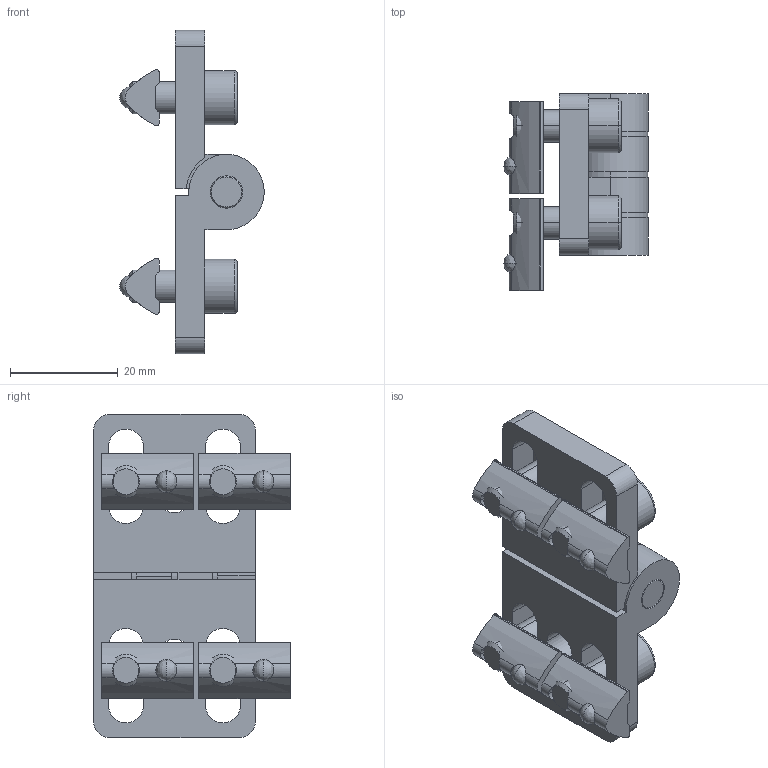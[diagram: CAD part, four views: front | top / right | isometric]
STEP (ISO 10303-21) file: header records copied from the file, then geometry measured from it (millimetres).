
FILE_DESCRIPTION (( 'STEP AP214' ), '1' );
FILE_NAME ('72287351', '2019-02-04T10:05:00', ( '' ), ('JUGARD+KÜNSTNER GmbH'), 'SwSTEP 2.0', 'SolidWorks 2017', '' );
FILE_SCHEMA (( 'AUTOMOTIVE_DESIGN' ));
Length unit declared in the file: millimetre
Products named in the file (10): 72287351_CNAJF00; Kopie von NS-6 M6_4^72287351; Kopie von NS-6 M6_2^72287351; Kopie von S ZN 30^72287351; Kopie von DIN 912 M6x14_4^72287351; Kopie von DIN 912 M6x14_3^72287351; Kopie von DIN 912 M6x14_2^72287351; Kopie von NS-6 M6_3^72287351; Kopie von NS-6 M6^72287351; Kopie von DIN 912 M6x14^72287351
Assembly tree (9 placements, depth 2):
  72287351_CNAJF00
    Kopie von S ZN 30^72287351
    Kopie von NS-6 M6^72287351
    Kopie von DIN 912 M6x14^72287351
    Kopie von NS-6 M6_2^72287351
    Kopie von DIN 912 M6x14_2^72287351
    Kopie von NS-6 M6_3^72287351
    Kopie von DIN 912 M6x14_3^72287351
    Kopie von NS-6 M6_4^72287351
    Kopie von DIN 912 M6x14_4^72287351
Bounding box: 26.8 x 36.5 x 60 mm (x, y, z)
Volume: 16555.6 mm3; surface area: 11397.2 mm2
Topology: 13 solids, 13 shells, 268 faces, 730 edges, 468 vertices
Faces by surface type: cylinder 120, plane 104, bspline 24, cone 20
Entity records: 9980 total; most frequent: CARTESIAN_POINT 2690, ORIENTED_EDGE 1412, DIRECTION 1374, EDGE_CURVE 706, AXIS2_PLACEMENT_3D 520, VERTEX_POINT 468, LINE 334, VECTOR 334
